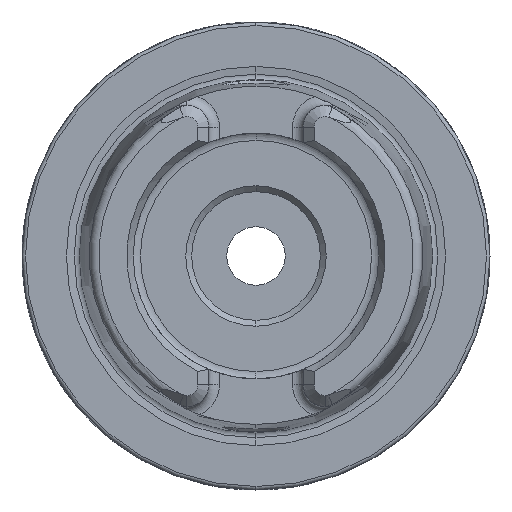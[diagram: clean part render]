
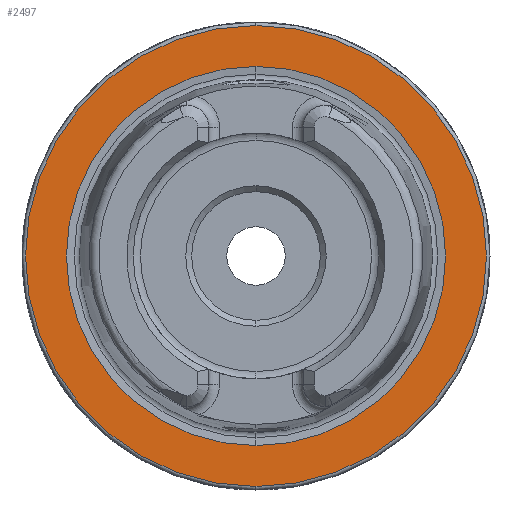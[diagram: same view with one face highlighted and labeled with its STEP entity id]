
A CAD part, left-side view. The second image highlights one B-rep face of the part: STEP entity #2497.
In plain terms, the highlighted planar face has unit normal (-1, 0, 0).
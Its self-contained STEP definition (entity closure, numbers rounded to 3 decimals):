
#481 = AXIS2_PLACEMENT_3D ( 'NONE', #1141, #5451, #1752 ) ;
#543 = CARTESIAN_POINT ( 'NONE',  ( 0., 19.7, 0. ) ) ;
#593 = CARTESIAN_POINT ( 'NONE',  ( 0., 0., 19.7 ) ) ;
#898 = DIRECTION ( 'NONE',  ( -1., 0., 0. ) ) ;
#899 = VERTEX_POINT ( 'NONE', #1319 ) ;
#1141 = CARTESIAN_POINT ( 'NONE',  ( 0., 0., 0. ) ) ;
#1319 = CARTESIAN_POINT ( 'NONE',  ( 0., 0., -19.7 ) ) ;
#1570 = AXIS2_PLACEMENT_3D ( 'NONE', #6679, #2948, #7300 ) ;
#1752 = DIRECTION ( 'NONE',  ( 0., 0., 1. ) ) ;
#1766 = DIRECTION ( 'NONE',  ( -1., 0., 0. ) ) ;
#1931 = CARTESIAN_POINT ( 'NONE',  ( 0., 0., 16.207 ) ) ;
#1992 = AXIS2_PLACEMENT_3D ( 'NONE', #4588, #898, #5200 ) ;
#2340 = CIRCLE ( 'NONE', #481, 19.7 ) ;
#2375 = DIRECTION ( 'NONE',  ( 0., 0., -1. ) ) ;
#2448 = ORIENTED_EDGE ( 'NONE', *, *, #7211, .T. ) ;
#2497 = ADVANCED_FACE ( 'NONE', ( #4495, #2641 ), #5466, .F. ) ;
#2529 = ORIENTED_EDGE ( 'NONE', *, *, #7544, .F. ) ;
#2535 = VERTEX_POINT ( 'NONE', #593 ) ;
#2641 = FACE_OUTER_BOUND ( 'NONE', #5319, .T. ) ;
#2948 = DIRECTION ( 'NONE',  ( -1., 0., 0. ) ) ;
#3219 = AXIS2_PLACEMENT_3D ( 'NONE', #5461, #1766, #6081 ) ;
#3685 = EDGE_LOOP ( 'NONE', ( #2529, #6154 ) ) ;
#4113 = CARTESIAN_POINT ( 'NONE',  ( 0., 0., -16.207 ) ) ;
#4495 = FACE_BOUND ( 'NONE', #3685, .T. ) ;
#4588 = CARTESIAN_POINT ( 'NONE',  ( 0., 0., 0. ) ) ;
#5094 = ORIENTED_EDGE ( 'NONE', *, *, #7531, .T. ) ;
#5200 = DIRECTION ( 'NONE',  ( 0., 0., 1. ) ) ;
#5305 = EDGE_CURVE ( 'NONE', #6682, #6164, #6616, .T. ) ;
#5319 = EDGE_LOOP ( 'NONE', ( #2448, #5094 ) ) ;
#5451 = DIRECTION ( 'NONE',  ( -1., 0., 0. ) ) ;
#5461 = CARTESIAN_POINT ( 'NONE',  ( 0., 0., 0. ) ) ;
#5466 = PLANE ( 'NONE',  #6743 ) ;
#6081 = DIRECTION ( 'NONE',  ( 0., 0., 1. ) ) ;
#6086 = DIRECTION ( 'NONE',  ( 1., 0., 0. ) ) ;
#6154 = ORIENTED_EDGE ( 'NONE', *, *, #5305, .F. ) ;
#6164 = VERTEX_POINT ( 'NONE', #1931 ) ;
#6616 = CIRCLE ( 'NONE', #1992, 16.207 ) ;
#6679 = CARTESIAN_POINT ( 'NONE',  ( 0., 0., 0. ) ) ;
#6682 = VERTEX_POINT ( 'NONE', #4113 ) ;
#6743 = AXIS2_PLACEMENT_3D ( 'NONE', #543, #6086, #2375 ) ;
#7211 = EDGE_CURVE ( 'NONE', #2535, #899, #2340, .T. ) ;
#7300 = DIRECTION ( 'NONE',  ( 0., 0., 1. ) ) ;
#7389 = CIRCLE ( 'NONE', #3219, 16.207 ) ;
#7531 = EDGE_CURVE ( 'NONE', #899, #2535, #7778, .T. ) ;
#7544 = EDGE_CURVE ( 'NONE', #6164, #6682, #7389, .T. ) ;
#7778 = CIRCLE ( 'NONE', #1570, 19.7 ) ;
